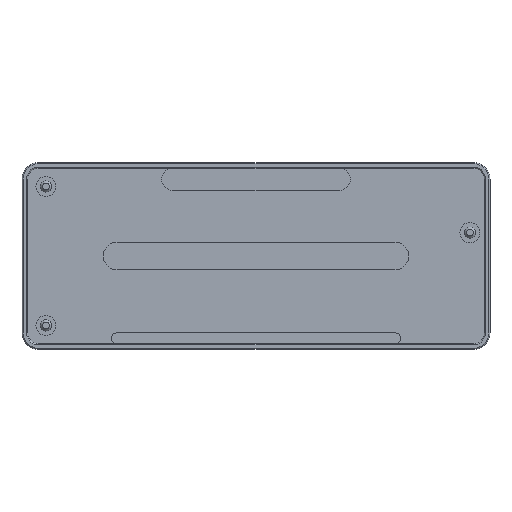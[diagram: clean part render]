
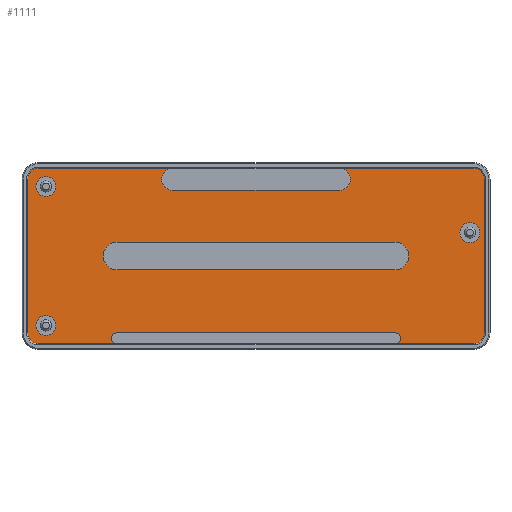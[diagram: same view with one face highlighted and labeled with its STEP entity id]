
A CAD part, top view. The second image highlights one B-rep face of the part: STEP entity #1111.
In plain terms, the highlighted planar face has unit normal (0, 0, 1).
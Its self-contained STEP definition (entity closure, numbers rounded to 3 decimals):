
#16=FACE_BOUND('',#233,.T.);
#17=FACE_BOUND('',#234,.T.);
#18=FACE_BOUND('',#235,.T.);
#19=FACE_BOUND('',#236,.T.);
#61=CIRCLE('',#1189,2.);
#62=CIRCLE('',#1192,2.);
#78=CIRCLE('',#1231,2.);
#79=CIRCLE('',#1233,2.);
#80=CIRCLE('',#1234,2.);
#81=CIRCLE('',#1235,2.);
#82=CIRCLE('',#1236,1.);
#83=CIRCLE('',#1237,1.);
#84=CIRCLE('',#1238,1.8);
#85=CIRCLE('',#1239,2.5);
#86=CIRCLE('',#1240,2.5);
#87=CIRCLE('',#1241,1.8);
#88=CIRCLE('',#1242,1.8);
#160=FACE_OUTER_BOUND('',#232,.T.);
#232=EDGE_LOOP('',(#915,#916,#917,#918,#919,#920,#921,#922,#923,#924,#925,
#926,#927,#928,#929,#930));
#233=EDGE_LOOP('',(#931));
#234=EDGE_LOOP('',(#932,#933,#934,#935));
#235=EDGE_LOOP('',(#936));
#236=EDGE_LOOP('',(#937));
#305=LINE('',#1756,#406);
#309=LINE('',#1763,#410);
#312=LINE('',#1771,#413);
#337=LINE('',#1857,#438);
#338=LINE('',#1861,#439);
#339=LINE('',#1865,#440);
#340=LINE('',#1868,#441);
#341=LINE('',#1872,#442);
#342=LINE('',#1878,#443);
#343=LINE('',#1882,#444);
#406=VECTOR('',#1403,10.);
#410=VECTOR('',#1407,10.);
#413=VECTOR('',#1416,10.);
#438=VECTOR('',#1519,10.);
#439=VECTOR('',#1522,10.);
#440=VECTOR('',#1525,10.);
#441=VECTOR('',#1528,10.);
#442=VECTOR('',#1531,10.);
#443=VECTOR('',#1536,10.);
#444=VECTOR('',#1539,10.);
#502=VERTEX_POINT('',#1747);
#503=VERTEX_POINT('',#1749);
#504=VERTEX_POINT('',#1753);
#505=VERTEX_POINT('',#1755);
#508=VERTEX_POINT('',#1761);
#509=VERTEX_POINT('',#1765);
#510=VERTEX_POINT('',#1769);
#531=VERTEX_POINT('',#1852);
#532=VERTEX_POINT('',#1856);
#533=VERTEX_POINT('',#1858);
#534=VERTEX_POINT('',#1860);
#535=VERTEX_POINT('',#1862);
#536=VERTEX_POINT('',#1864);
#537=VERTEX_POINT('',#1866);
#538=VERTEX_POINT('',#1869);
#539=VERTEX_POINT('',#1871);
#540=VERTEX_POINT('',#1874);
#541=VERTEX_POINT('',#1876);
#542=VERTEX_POINT('',#1877);
#543=VERTEX_POINT('',#1879);
#544=VERTEX_POINT('',#1881);
#545=VERTEX_POINT('',#1884);
#546=VERTEX_POINT('',#1886);
#618=EDGE_CURVE('',#503,#502,#61,.T.);
#621=EDGE_CURVE('',#504,#505,#305,.T.);
#625=EDGE_CURVE('',#508,#502,#309,.T.);
#627=EDGE_CURVE('',#504,#509,#62,.T.);
#629=EDGE_CURVE('',#510,#509,#312,.T.);
#669=EDGE_CURVE('',#510,#531,#78,.T.);
#670=EDGE_CURVE('',#532,#531,#337,.T.);
#671=EDGE_CURVE('',#532,#533,#79,.T.);
#672=EDGE_CURVE('',#533,#534,#338,.T.);
#673=EDGE_CURVE('',#534,#535,#80,.T.);
#674=EDGE_CURVE('',#536,#535,#339,.T.);
#675=EDGE_CURVE('',#536,#537,#81,.T.);
#676=EDGE_CURVE('',#503,#537,#340,.T.);
#677=EDGE_CURVE('',#508,#538,#82,.T.);
#678=EDGE_CURVE('',#538,#539,#341,.T.);
#679=EDGE_CURVE('',#539,#505,#83,.T.);
#680=EDGE_CURVE('',#540,#540,#84,.T.);
#681=EDGE_CURVE('',#541,#542,#342,.T.);
#682=EDGE_CURVE('',#542,#543,#85,.T.);
#683=EDGE_CURVE('',#543,#544,#343,.T.);
#684=EDGE_CURVE('',#544,#541,#86,.T.);
#685=EDGE_CURVE('',#545,#545,#87,.T.);
#686=EDGE_CURVE('',#546,#546,#88,.T.);
#915=ORIENTED_EDGE('',*,*,#669,.T.);
#916=ORIENTED_EDGE('',*,*,#670,.F.);
#917=ORIENTED_EDGE('',*,*,#671,.T.);
#918=ORIENTED_EDGE('',*,*,#672,.T.);
#919=ORIENTED_EDGE('',*,*,#673,.T.);
#920=ORIENTED_EDGE('',*,*,#674,.F.);
#921=ORIENTED_EDGE('',*,*,#675,.T.);
#922=ORIENTED_EDGE('',*,*,#676,.F.);
#923=ORIENTED_EDGE('',*,*,#618,.T.);
#924=ORIENTED_EDGE('',*,*,#625,.F.);
#925=ORIENTED_EDGE('',*,*,#677,.T.);
#926=ORIENTED_EDGE('',*,*,#678,.T.);
#927=ORIENTED_EDGE('',*,*,#679,.T.);
#928=ORIENTED_EDGE('',*,*,#621,.F.);
#929=ORIENTED_EDGE('',*,*,#627,.T.);
#930=ORIENTED_EDGE('',*,*,#629,.F.);
#931=ORIENTED_EDGE('',*,*,#680,.T.);
#932=ORIENTED_EDGE('',*,*,#681,.T.);
#933=ORIENTED_EDGE('',*,*,#682,.T.);
#934=ORIENTED_EDGE('',*,*,#683,.T.);
#935=ORIENTED_EDGE('',*,*,#684,.T.);
#936=ORIENTED_EDGE('',*,*,#685,.T.);
#937=ORIENTED_EDGE('',*,*,#686,.T.);
#1050=PLANE('',#1232);
#1111=ADVANCED_FACE('',(#160,#16,#17,#18,#19),#1050,.T.);
#1189=AXIS2_PLACEMENT_3D('',#1750,#1397,#1398);
#1192=AXIS2_PLACEMENT_3D('',#1767,#1411,#1412);
#1231=AXIS2_PLACEMENT_3D('',#1854,#1515,#1516);
#1232=AXIS2_PLACEMENT_3D('',#1855,#1517,#1518);
#1233=AXIS2_PLACEMENT_3D('',#1859,#1520,#1521);
#1234=AXIS2_PLACEMENT_3D('',#1863,#1523,#1524);
#1235=AXIS2_PLACEMENT_3D('',#1867,#1526,#1527);
#1236=AXIS2_PLACEMENT_3D('',#1870,#1529,#1530);
#1237=AXIS2_PLACEMENT_3D('',#1873,#1532,#1533);
#1238=AXIS2_PLACEMENT_3D('',#1875,#1534,#1535);
#1239=AXIS2_PLACEMENT_3D('',#1880,#1537,#1538);
#1240=AXIS2_PLACEMENT_3D('',#1883,#1540,#1541);
#1241=AXIS2_PLACEMENT_3D('',#1885,#1542,#1543);
#1242=AXIS2_PLACEMENT_3D('',#1887,#1544,#1545);
#1397=DIRECTION('center_axis',(0.,0.,1.));
#1398=DIRECTION('ref_axis',(-0.707,-0.707,0.));
#1403=DIRECTION('',(-1.,0.,0.));
#1407=DIRECTION('',(-1.,0.,0.));
#1411=DIRECTION('center_axis',(0.,0.,1.));
#1412=DIRECTION('ref_axis',(0.707,-0.707,0.));
#1416=DIRECTION('',(0.,-1.,0.));
#1515=DIRECTION('center_axis',(0.,0.,1.));
#1516=DIRECTION('ref_axis',(0.707,0.707,0.));
#1517=DIRECTION('center_axis',(0.,0.,1.));
#1518=DIRECTION('ref_axis',(1.,0.,0.));
#1519=DIRECTION('',(1.,0.,0.));
#1520=DIRECTION('center_axis',(0.,0.,-1.));
#1521=DIRECTION('ref_axis',(0.,-1.,0.));
#1522=DIRECTION('',(-1.,0.,0.));
#1523=DIRECTION('center_axis',(0.,0.,-1.));
#1524=DIRECTION('ref_axis',(0.,1.,0.));
#1525=DIRECTION('',(1.,0.,0.));
#1526=DIRECTION('center_axis',(0.,0.,1.));
#1527=DIRECTION('ref_axis',(-0.707,0.707,0.));
#1528=DIRECTION('',(0.,1.,0.));
#1529=DIRECTION('center_axis',(0.,0.,-1.));
#1530=DIRECTION('ref_axis',(0.,1.,0.));
#1531=DIRECTION('',(1.,0.,0.));
#1532=DIRECTION('center_axis',(0.,0.,-1.));
#1533=DIRECTION('ref_axis',(0.,-1.,0.));
#1534=DIRECTION('center_axis',(0.,0.,-1.));
#1535=DIRECTION('ref_axis',(1.,0.,0.));
#1536=DIRECTION('',(1.,0.,0.));
#1537=DIRECTION('center_axis',(0.,0.,-1.));
#1538=DIRECTION('ref_axis',(0.,-1.,0.));
#1539=DIRECTION('',(-1.,0.,0.));
#1540=DIRECTION('center_axis',(0.,0.,-1.));
#1541=DIRECTION('ref_axis',(0.,1.,0.));
#1542=DIRECTION('center_axis',(0.,0.,-1.));
#1543=DIRECTION('ref_axis',(1.,0.,0.));
#1544=DIRECTION('center_axis',(0.,0.,-1.));
#1545=DIRECTION('ref_axis',(1.,0.,0.));
#1747=CARTESIAN_POINT('',(-39.1,-15.8,0.));
#1749=CARTESIAN_POINT('',(-41.1,-13.8,0.));
#1750=CARTESIAN_POINT('Origin',(-39.1,-13.8,0.));
#1753=CARTESIAN_POINT('',(39.1,-15.8,0.));
#1755=CARTESIAN_POINT('',(25.,-15.8,0.));
#1756=CARTESIAN_POINT('',(41.1,-15.8,0.));
#1761=CARTESIAN_POINT('',(-25.,-15.8,0.));
#1763=CARTESIAN_POINT('',(41.1,-15.8,0.));
#1765=CARTESIAN_POINT('',(41.1,-13.8,0.));
#1767=CARTESIAN_POINT('Origin',(39.1,-13.8,0.));
#1769=CARTESIAN_POINT('',(41.1,13.8,0.));
#1771=CARTESIAN_POINT('',(41.1,15.8,0.));
#1852=CARTESIAN_POINT('',(39.1,15.8,0.));
#1854=CARTESIAN_POINT('Origin',(39.1,13.8,0.));
#1855=CARTESIAN_POINT('Origin',(0.,0.,0.));
#1856=CARTESIAN_POINT('',(15.,15.8,0.));
#1857=CARTESIAN_POINT('',(-41.1,15.8,0.));
#1858=CARTESIAN_POINT('',(15.,11.8,0.));
#1859=CARTESIAN_POINT('Origin',(15.,13.8,0.));
#1860=CARTESIAN_POINT('',(-15.,11.8,0.));
#1861=CARTESIAN_POINT('',(-7.5,11.8,0.));
#1862=CARTESIAN_POINT('',(-15.,15.8,0.));
#1863=CARTESIAN_POINT('Origin',(-15.,13.8,0.));
#1864=CARTESIAN_POINT('',(-39.1,15.8,0.));
#1865=CARTESIAN_POINT('',(-41.1,15.8,0.));
#1866=CARTESIAN_POINT('',(-41.1,13.8,0.));
#1867=CARTESIAN_POINT('Origin',(-39.1,13.8,0.));
#1868=CARTESIAN_POINT('',(-41.1,-15.8,0.));
#1869=CARTESIAN_POINT('',(-25.,-13.8,0.));
#1870=CARTESIAN_POINT('Origin',(-25.,-14.8,0.));
#1871=CARTESIAN_POINT('',(25.,-13.8,0.));
#1872=CARTESIAN_POINT('',(12.5,-13.8,0.));
#1873=CARTESIAN_POINT('Origin',(25.,-14.8,0.));
#1874=CARTESIAN_POINT('',(-39.6,-12.5,0.));
#1875=CARTESIAN_POINT('Origin',(-37.8,-12.5,0.));
#1876=CARTESIAN_POINT('',(-25.,2.5,0.));
#1877=CARTESIAN_POINT('',(25.,2.5,0.));
#1878=CARTESIAN_POINT('',(12.5,2.5,0.));
#1879=CARTESIAN_POINT('',(25.,-2.5,0.));
#1880=CARTESIAN_POINT('Origin',(25.,0.,0.));
#1881=CARTESIAN_POINT('',(-25.,-2.5,0.));
#1882=CARTESIAN_POINT('',(-12.5,-2.5,0.));
#1883=CARTESIAN_POINT('Origin',(-25.,0.,0.));
#1884=CARTESIAN_POINT('',(36.7,4.2,0.));
#1885=CARTESIAN_POINT('Origin',(38.5,4.2,0.));
#1886=CARTESIAN_POINT('',(-39.6,12.5,0.));
#1887=CARTESIAN_POINT('Origin',(-37.8,12.5,0.));
